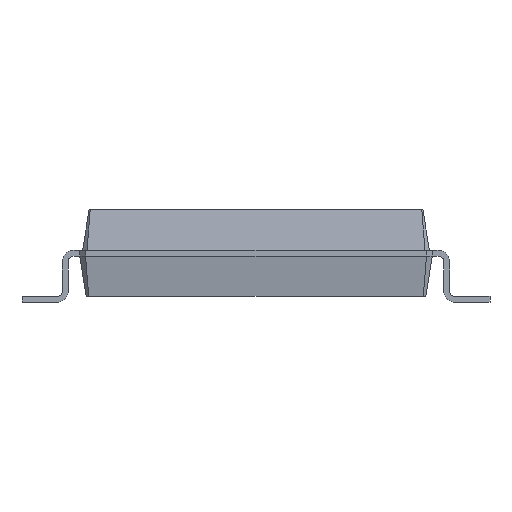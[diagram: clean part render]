
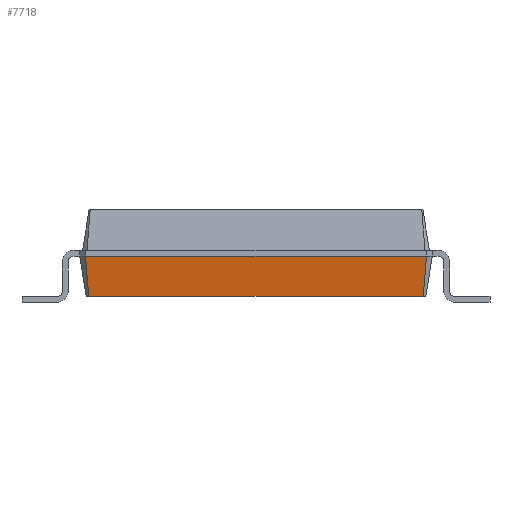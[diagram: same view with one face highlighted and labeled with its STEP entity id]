
A CAD part, front view. The second image highlights one B-rep face of the part: STEP entity #7718.
In plain terms, the highlighted free-form (B-spline) face has degree [1, 1] with [2, 2] control points.
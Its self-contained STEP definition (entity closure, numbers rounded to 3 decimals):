
#772 = PLANE('',#773);
#773 = AXIS2_PLACEMENT_3D('',#774,#775,#776);
#774 = CARTESIAN_POINT('',(-2.895,5.389,0.1));
#775 = DIRECTION('',(0.,0.,1.));
#776 = DIRECTION('',(0.473,-0.881,0.));
#799 = B_SPLINE_SURFACE_WITH_KNOTS('',1,1,(
(#800,#801)
,(#802,#803
)),.UNSPECIFIED.,.F.,.F.,.F.,(2,2),(2,2),(0.,0.141),(0.,1.)
,.PIECEWISE_BEZIER_KNOTS.);
#800 = CARTESIAN_POINT('',(2.939,-5.345,0.1));
#801 = CARTESIAN_POINT('',(3.05,-5.4,0.8));
#802 = CARTESIAN_POINT('',(2.895,-5.389,0.1));
#803 = CARTESIAN_POINT('',(2.95,-5.5,0.8));
#2519 = VERTEX_POINT('',#2520);
#2520 = CARTESIAN_POINT('',(2.895,-5.389,0.1));
#2540 = EDGE_CURVE('',#2519,#2541,#2543,.T.);
#2541 = VERTEX_POINT('',#2542);
#2542 = CARTESIAN_POINT('',(-2.895,-5.389,0.1));
#2543 = SURFACE_CURVE('',#2544,(#2548,#2555),.PCURVE_S1.);
#2544 = LINE('',#2545,#2546);
#2545 = CARTESIAN_POINT('',(2.895,-5.389,0.1));
#2546 = VECTOR('',#2547,1.);
#2547 = DIRECTION('',(-1.,0.,0.));
#2548 = PCURVE('',#772,#2549);
#2549 = DEFINITIONAL_REPRESENTATION('',(#2550),#2554);
#2550 = LINE('',#2551,#2552);
#2551 = CARTESIAN_POINT('',(12.235,0.));
#2552 = VECTOR('',#2553,1.);
#2553 = DIRECTION('',(-0.473,-0.881));
#2554 = ( GEOMETRIC_REPRESENTATION_CONTEXT(2)
PARAMETRIC_REPRESENTATION_CONTEXT() REPRESENTATION_CONTEXT('2D SPACE',''
) );
#2555 = PCURVE('',#2556,#2561);
#2556 = B_SPLINE_SURFACE_WITH_KNOTS('',1,1,(
(#2557,#2558)
,(#2559,#2560
)),.UNSPECIFIED.,.F.,.F.,.F.,(2,2),(2,2),(0.,5.9),(0.,1.),
.PIECEWISE_BEZIER_KNOTS.);
#2557 = CARTESIAN_POINT('',(2.895,-5.389,0.1));
#2558 = CARTESIAN_POINT('',(2.95,-5.5,0.8));
#2559 = CARTESIAN_POINT('',(-2.895,-5.389,0.1));
#2560 = CARTESIAN_POINT('',(-2.95,-5.5,0.8));
#2561 = DEFINITIONAL_REPRESENTATION('',(#2562),#2565);
#2562 = B_SPLINE_CURVE_WITH_KNOTS('',1,(#2563,#2564),.UNSPECIFIED.,.F.,
.F.,(2,2),(0.,5.789),.PIECEWISE_BEZIER_KNOTS.);
#2563 = CARTESIAN_POINT('',(0.,0.));
#2564 = CARTESIAN_POINT('',(5.9,0.));
#2565 = ( GEOMETRIC_REPRESENTATION_CONTEXT(2)
PARAMETRIC_REPRESENTATION_CONTEXT() REPRESENTATION_CONTEXT('2D SPACE',''
) );
#2583 = B_SPLINE_SURFACE_WITH_KNOTS('',1,1,(
(#2584,#2585)
,(#2586,#2587
)),.UNSPECIFIED.,.F.,.F.,.F.,(2,2),(2,2),(0.,0.141),(0.,1.)
,.PIECEWISE_BEZIER_KNOTS.);
#2584 = CARTESIAN_POINT('',(-2.895,-5.389,0.1));
#2585 = CARTESIAN_POINT('',(-2.95,-5.5,0.8));
#2586 = CARTESIAN_POINT('',(-2.939,-5.345,0.1));
#2587 = CARTESIAN_POINT('',(-3.05,-5.4,0.8));
#2650 = EDGE_CURVE('',#2519,#2651,#2653,.T.);
#2651 = VERTEX_POINT('',#2652);
#2652 = CARTESIAN_POINT('',(2.95,-5.5,0.8));
#2653 = SURFACE_CURVE('',#2654,(#2657,#2664),.PCURVE_S1.);
#2654 = B_SPLINE_CURVE_WITH_KNOTS('',1,(#2655,#2656),.UNSPECIFIED.,.F.,
.F.,(2,2),(0.,1.),.PIECEWISE_BEZIER_KNOTS.);
#2655 = CARTESIAN_POINT('',(2.895,-5.389,0.1));
#2656 = CARTESIAN_POINT('',(2.95,-5.5,0.8));
#2657 = PCURVE('',#799,#2658);
#2658 = DEFINITIONAL_REPRESENTATION('',(#2659),#2663);
#2659 = LINE('',#2660,#2661);
#2660 = CARTESIAN_POINT('',(0.141,0.));
#2661 = VECTOR('',#2662,1.);
#2662 = DIRECTION('',(0.,1.));
#2663 = ( GEOMETRIC_REPRESENTATION_CONTEXT(2)
PARAMETRIC_REPRESENTATION_CONTEXT() REPRESENTATION_CONTEXT('2D SPACE',''
) );
#2664 = PCURVE('',#2556,#2665);
#2665 = DEFINITIONAL_REPRESENTATION('',(#2666),#2670);
#2666 = LINE('',#2667,#2668);
#2667 = CARTESIAN_POINT('',(0.,0.));
#2668 = VECTOR('',#2669,1.);
#2669 = DIRECTION('',(0.,1.));
#2670 = ( GEOMETRIC_REPRESENTATION_CONTEXT(2)
PARAMETRIC_REPRESENTATION_CONTEXT() REPRESENTATION_CONTEXT('2D SPACE',''
) );
#7718 = ADVANCED_FACE('',(#7719),#2556,.F.);
#7719 = FACE_BOUND('',#7720,.F.);
#7720 = EDGE_LOOP('',(#7721,#7722,#7744,#7770));
#7721 = ORIENTED_EDGE('',*,*,#2540,.T.);
#7722 = ORIENTED_EDGE('',*,*,#7723,.T.);
#7723 = EDGE_CURVE('',#2541,#7724,#7726,.T.);
#7724 = VERTEX_POINT('',#7725);
#7725 = CARTESIAN_POINT('',(-2.95,-5.5,0.8));
#7726 = SURFACE_CURVE('',#7727,(#7730,#7737),.PCURVE_S1.);
#7727 = B_SPLINE_CURVE_WITH_KNOTS('',1,(#7728,#7729),.UNSPECIFIED.,.F.,
.F.,(2,2),(0.,1.),.PIECEWISE_BEZIER_KNOTS.);
#7728 = CARTESIAN_POINT('',(-2.895,-5.389,0.1));
#7729 = CARTESIAN_POINT('',(-2.95,-5.5,0.8));
#7730 = PCURVE('',#2556,#7731);
#7731 = DEFINITIONAL_REPRESENTATION('',(#7732),#7736);
#7732 = LINE('',#7733,#7734);
#7733 = CARTESIAN_POINT('',(5.9,0.));
#7734 = VECTOR('',#7735,1.);
#7735 = DIRECTION('',(0.,1.));
#7736 = ( GEOMETRIC_REPRESENTATION_CONTEXT(2)
PARAMETRIC_REPRESENTATION_CONTEXT() REPRESENTATION_CONTEXT('2D SPACE',''
) );
#7737 = PCURVE('',#2583,#7738);
#7738 = DEFINITIONAL_REPRESENTATION('',(#7739),#7743);
#7739 = LINE('',#7740,#7741);
#7740 = CARTESIAN_POINT('',(0.,0.));
#7741 = VECTOR('',#7742,1.);
#7742 = DIRECTION('',(0.,1.));
#7743 = ( GEOMETRIC_REPRESENTATION_CONTEXT(2)
PARAMETRIC_REPRESENTATION_CONTEXT() REPRESENTATION_CONTEXT('2D SPACE',''
) );
#7744 = ORIENTED_EDGE('',*,*,#7745,.F.);
#7745 = EDGE_CURVE('',#2651,#7724,#7746,.T.);
#7746 = SURFACE_CURVE('',#7747,(#7751,#7758),.PCURVE_S1.);
#7747 = LINE('',#7748,#7749);
#7748 = CARTESIAN_POINT('',(2.95,-5.5,0.8));
#7749 = VECTOR('',#7750,1.);
#7750 = DIRECTION('',(-1.,0.,0.));
#7751 = PCURVE('',#2556,#7752);
#7752 = DEFINITIONAL_REPRESENTATION('',(#7753),#7757);
#7753 = LINE('',#7754,#7755);
#7754 = CARTESIAN_POINT('',(0.,1.));
#7755 = VECTOR('',#7756,1.);
#7756 = DIRECTION('',(1.,0.));
#7757 = ( GEOMETRIC_REPRESENTATION_CONTEXT(2)
PARAMETRIC_REPRESENTATION_CONTEXT() REPRESENTATION_CONTEXT('2D SPACE',''
) );
#7758 = PCURVE('',#7759,#7764);
#7759 = PLANE('',#7760);
#7760 = AXIS2_PLACEMENT_3D('',#7761,#7762,#7763);
#7761 = CARTESIAN_POINT('',(2.95,-5.5,0.9));
#7762 = DIRECTION('',(0.,1.,0.));
#7763 = DIRECTION('',(-1.,0.,0.));
#7764 = DEFINITIONAL_REPRESENTATION('',(#7765),#7769);
#7765 = LINE('',#7766,#7767);
#7766 = CARTESIAN_POINT('',(0.,-0.1));
#7767 = VECTOR('',#7768,1.);
#7768 = DIRECTION('',(1.,0.));
#7769 = ( GEOMETRIC_REPRESENTATION_CONTEXT(2)
PARAMETRIC_REPRESENTATION_CONTEXT() REPRESENTATION_CONTEXT('2D SPACE',''
) );
#7770 = ORIENTED_EDGE('',*,*,#2650,.F.);
